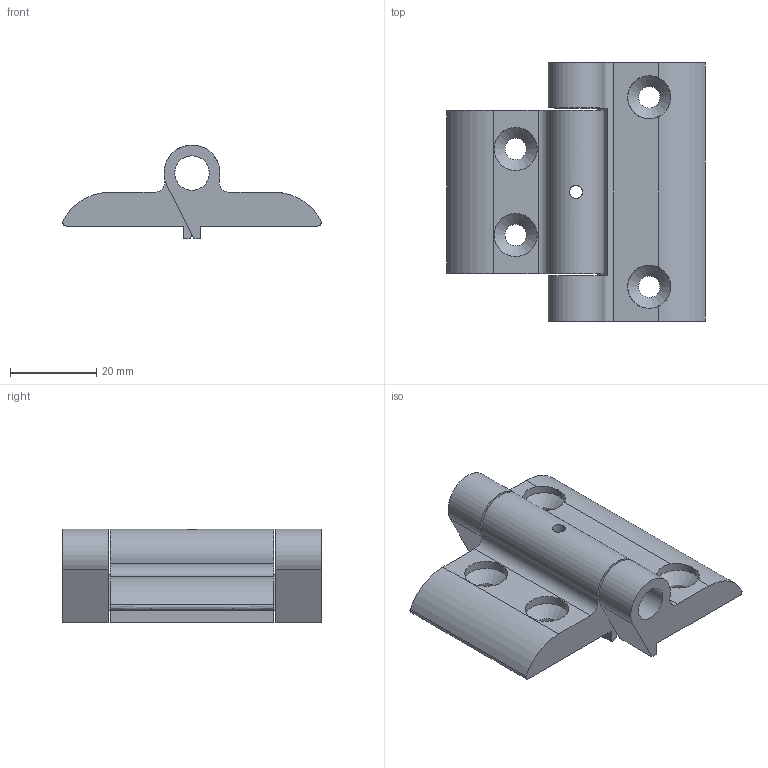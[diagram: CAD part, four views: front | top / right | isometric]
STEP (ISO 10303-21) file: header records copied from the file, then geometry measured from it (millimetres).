
FILE_DESCRIPTION(/* description */ ('CERNIERA 60X60 S/P D8 ALLUMINIO'),/* implementation_level */ '2;1');
FILE_NAME(/* name */ 'CCRYY0000014.stp',/* time_stamp */ '2022-11-23T10:33:20+01:00',/* author */ ('tecnico7'),/* organization */ (''),/* preprocessor_version */ 'ST-DEVELOPER v18.1',/* originating_system */ 'Autodesk Inventor 2022',/* authorisation */ '');
FILE_SCHEMA (('AUTOMOTIVE_DESIGN { 1 0 10303 214 3 1 1 }'));
Length unit declared in the file: millimetre
Products named in the file (3): CCRYY0000014; 440000010431; 440000010432
Assembly tree (2 placements, depth 2):
  CCRYY0000014
    440000010431
    440000010432
Bounding box: 60 x 60 x 21.8 mm (x, y, z)
Volume: 23735.8 mm3; surface area: 11785 mm2
Topology: 2 solids, 2 shells, 46 faces, 135 edges, 90 vertices
Faces by surface type: cylinder 20, plane 20, cone 4, bspline 2
Full cylindrical faces by diameter (mm): 3 x2, 5 x4, 8 x3, 10 x4
Entity records: 1868 total; most frequent: CARTESIAN_POINT 498, ORIENTED_EDGE 270, DIRECTION 255, EDGE_CURVE 135, AXIS2_PLACEMENT_3D 92, VERTEX_POINT 90, LINE 71, VECTOR 71
